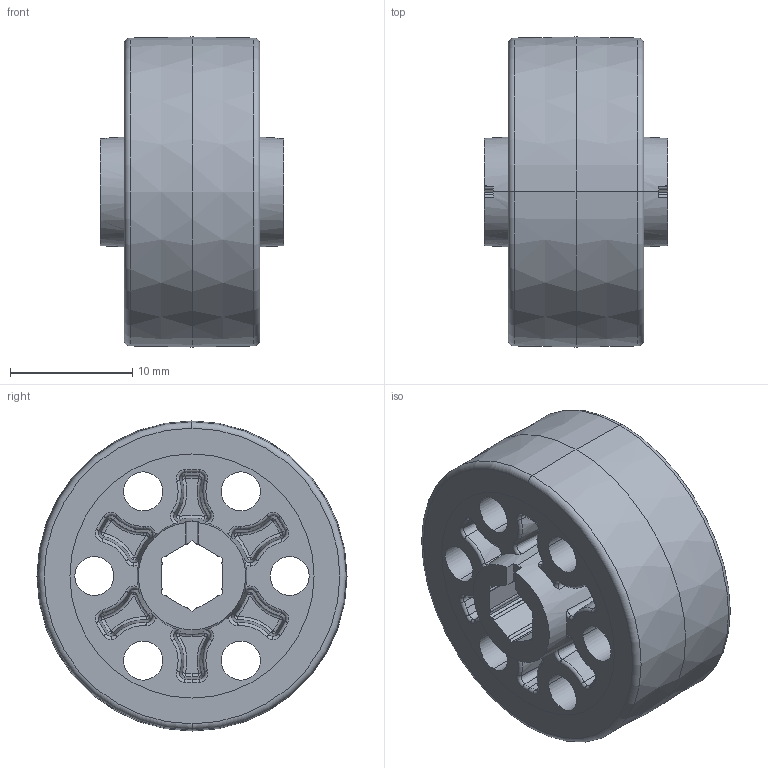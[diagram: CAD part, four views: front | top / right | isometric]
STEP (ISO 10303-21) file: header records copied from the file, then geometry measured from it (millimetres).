
FILE_DESCRIPTION (( 'STEP AP203' ), '1' );
FILE_NAME ('REV-41-2025.STEP', '2020-08-22T21:45:06', ( '' ), ( '' ), 'SwSTEP 2.0', 'SolidWorks 2019', '' );
FILE_SCHEMA (( 'CONFIG_CONTROL_DESIGN' ));
Length unit declared in the file: inch
Products named in the file (3): REV-40-1955; REV-41-2025; REV-20-1977
Assembly tree (2 placements, depth 2):
  REV-41-2025
    REV-20-1977
    REV-40-1955
Bounding box: 15 x 25.4 x 25.4 mm (x, y, z)
Volume: 4545.7 mm3; surface area: 5716.9 mm2
Topology: 2 solids, 2 shells, 950 faces, 2405 edges, 1363 vertices
Faces by surface type: torus 306, bspline 240, cone 165, plane 114, cylinder 77, sphere 48
Entity records: 31779 total; most frequent: CARTESIAN_POINT 10507, DIRECTION 4570, ORIENTED_EDGE 4522, EDGE_CURVE 2261, AXIS2_PLACEMENT_3D 2114, CIRCLE 1399, VERTEX_POINT 1315, EDGE_LOOP 966
